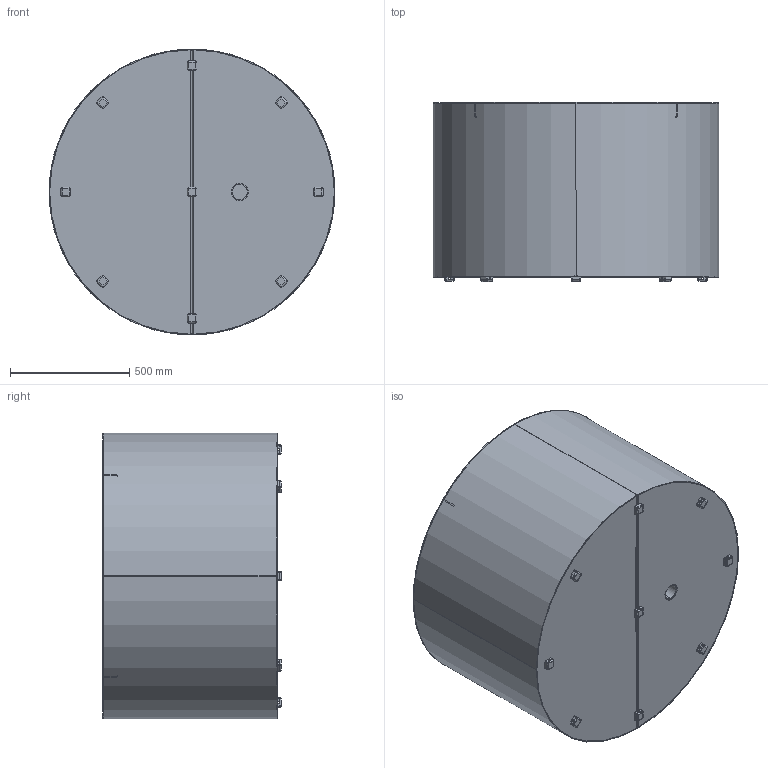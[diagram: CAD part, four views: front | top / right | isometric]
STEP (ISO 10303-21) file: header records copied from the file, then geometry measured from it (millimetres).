
FILE_DESCRIPTION (( 'STEP AP214' ), '1' );
FILE_NAME ('ABR2..STEP', '2021-09-14T14:53:46', ( '' ), ( '' ), 'SwSTEP 2.0', 'SolidWorks 2021', '' );
FILE_SCHEMA (( 'AUTOMOTIVE_DESIGN' ));
Length unit declared in the file: millimetre
Products named in the file (16): ABR2. Ring top;  ABR2. Bottom 1; ABR2. Ring 1 ; ABR2. Bottom 2; ABR2. Base; ABR2. Pipe cover ; ABR2. Topring ; ABR2. Cover ring 2 ; ABR2. Feet; ABR2.; ABR2. Cover ;  ABR2. Overflow pipe; ABR2. Strip ; ABR2.-Top reinf.;  ABR2. Wall ; ABR2. Cover total
Assembly tree (32 placements, depth 3):
  ABR2.
    ABR2. Base
       ABR2. Bottom 1
      ABR2. Bottom 2
       ABR2. Wall   x2
      ABR2. Topring   x4
      ABR2. Ring 1   x2
       ABR2. Overflow pipe
      ABR2. Feet  x9
      ABR2. Strip   x4
    ABR2. Cover total
      ABR2. Cover 
      ABR2. Pipe cover 
      ABR2. Ring top
      ABR2. Cover ring 2   x2
      ABR2.-Top reinf.
Bounding box: 1200 x 750 x 1200 mm (x, y, z)
Volume: 17099126.5 mm3; surface area: 10974709.5 mm2
Topology: 30 solids, 30 shells, 634 faces, 1402 edges, 828 vertices
Faces by surface type: plane 330, cylinder 224, bspline 80
Entity records: 6726 total; most frequent: CARTESIAN_POINT 1815, DIRECTION 926, ORIENTED_EDGE 832, EDGE_CURVE 416, AXIS2_PLACEMENT_3D 335, VERTEX_POINT 256, LINE 256, VECTOR 256
